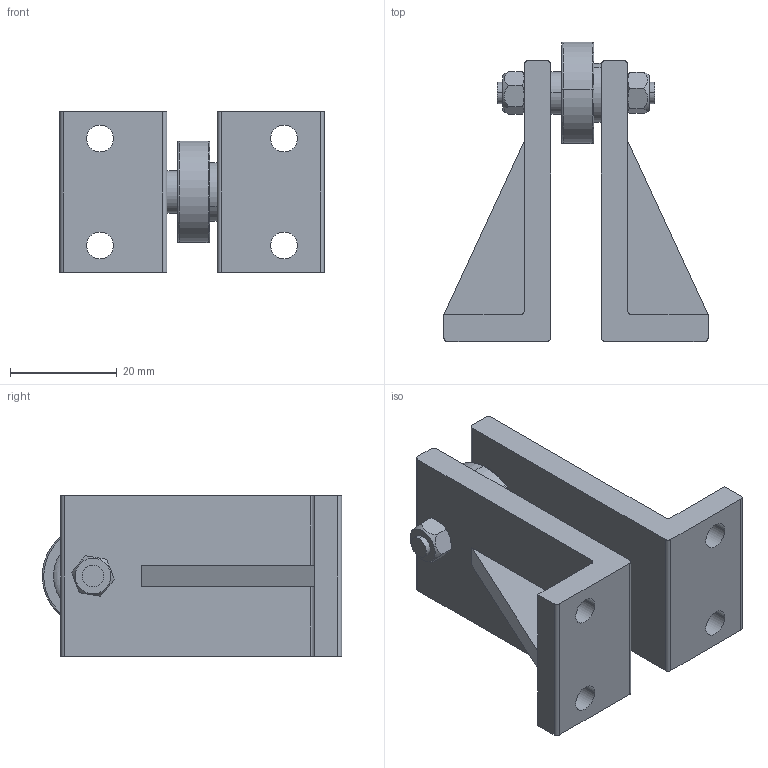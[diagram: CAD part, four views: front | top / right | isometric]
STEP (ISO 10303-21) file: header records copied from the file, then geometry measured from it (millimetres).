
FILE_DESCRIPTION (( 'STEP AP214' ), '1' );
FILE_NAME ('support_assembly.STEP', '2024-12-09T00:23:36', ( '' ), ( '' ), 'SwSTEP 2.0', 'SolidWorks 2022', '' );
FILE_SCHEMA (( 'AUTOMOTIVE_DESIGN' ));
Length unit declared in the file: millimetre
Products named in the file (6): Part1; support_assembly; instrument ball bearing_68_am_AFBMA 12.1.4.1 - 0050-19 - 6,SI,NC,6_68; Part2; flat washer narrow_am_B18.22M - Plain washer, 5 mm, narrow; prevailing torque hex nut_am_AM-M4-N
Assembly tree (7 placements, depth 2):
  support_assembly
    Part1  x2
    Part2
    flat washer narrow_am_B18.22M - Plain washer, 5 mm, narrow
    prevailing torque hex nut_am_AM-M4-N  x2
    instrument ball bearing_68_am_AFBMA 12.1.4.1 - 0050-19 - 6,SI,NC,6_68
Bounding box: 49.4 x 55.97 x 30 mm (x, y, z)
Volume: 23870.5 mm3; surface area: 13382.7 mm2
Topology: 7 solids, 7 shells, 143 faces, 328 edges, 204 vertices
Faces by surface type: cylinder 56, plane 51, cone 24, torus 12
Entity records: 3012 total; most frequent: CARTESIAN_POINT 581, DIRECTION 510, ORIENTED_EDGE 420, AXIS2_PLACEMENT_3D 215, EDGE_CURVE 210, VERTEX_POINT 130, EDGE_LOOP 112, CIRCLE 110
